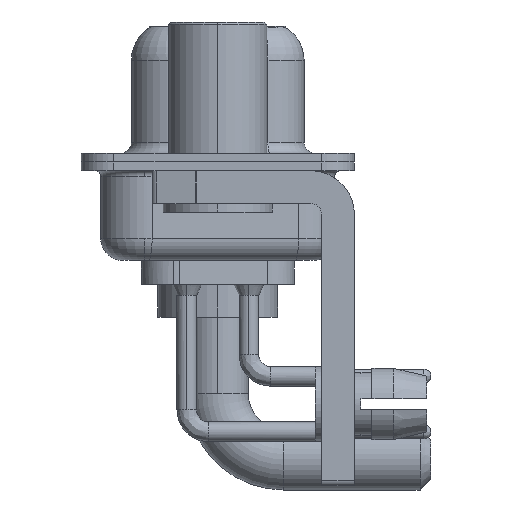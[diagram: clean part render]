
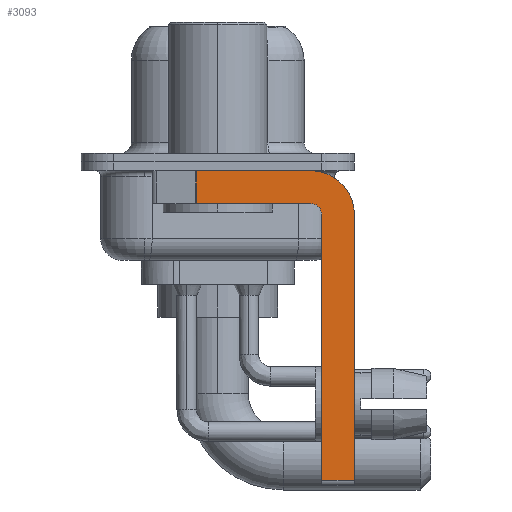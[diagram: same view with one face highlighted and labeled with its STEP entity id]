
A CAD part, left-side view. The second image highlights one B-rep face of the part: STEP entity #3093.
In plain terms, the highlighted planar face has unit normal (-1, 0, 0).
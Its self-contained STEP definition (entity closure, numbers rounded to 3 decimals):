
#642 = LINE ( 'NONE', #20619, #7185 ) ;
#956 = DIRECTION ( 'NONE',  ( 0., 0., 1. ) ) ;
#1496 = DIRECTION ( 'NONE',  ( 0., 0., -1. ) ) ;
#2239 = EDGE_CURVE ( 'NONE', #25284, #24784, #23393, .T. ) ;
#2486 = CARTESIAN_POINT ( 'NONE',  ( -2.9, 0.978, -0.4 ) ) ;
#3093 = ADVANCED_FACE ( 'NONE', ( #3270 ), #25145, .F. ) ;
#3233 = EDGE_CURVE ( 'NONE', #22222, #5285, #4365, .T. ) ;
#3270 = FACE_OUTER_BOUND ( 'NONE', #13364, .T. ) ;
#4365 = LINE ( 'NONE', #24367, #8602 ) ;
#4700 = EDGE_CURVE ( 'NONE', #9912, #8592, #8916, .T. ) ;
#5043 = CARTESIAN_POINT ( 'NONE',  ( -2.9, -6.25, -2.4 ) ) ;
#5285 = VERTEX_POINT ( 'NONE', #16871 ) ;
#5838 = ORIENTED_EDGE ( 'NONE', *, *, #4700, .F. ) ;
#6535 = CARTESIAN_POINT ( 'NONE',  ( -2.9, -4.25, -1.9 ) ) ;
#6665 = DIRECTION ( 'NONE',  ( 0., -1., 0. ) ) ;
#6743 = DIRECTION ( 'NONE',  ( 0., -1., 0. ) ) ;
#7185 = VECTOR ( 'NONE', #6743, 1000. ) ;
#8252 = CARTESIAN_POINT ( 'NONE',  ( -2.9, 3., -0.4 ) ) ;
#8269 = ORIENTED_EDGE ( 'NONE', *, *, #16016, .T. ) ;
#8493 = AXIS2_PLACEMENT_3D ( 'NONE', #23378, #25249, #17302 ) ;
#8541 = AXIS2_PLACEMENT_3D ( 'NONE', #21397, #15082, #13218 ) ;
#8590 = LINE ( 'NONE', #22731, #20373 ) ;
#8592 = VERTEX_POINT ( 'NONE', #6535 ) ;
#8594 = EDGE_CURVE ( 'NONE', #22222, #25284, #16327, .T. ) ;
#8602 = VECTOR ( 'NONE', #18539, 1000. ) ;
#8852 = DIRECTION ( 'NONE',  ( 0., 1., 0. ) ) ;
#8916 = CIRCLE ( 'NONE', #8493, 0.5 ) ;
#9336 = DIRECTION ( 'NONE',  ( 1., 0., 0. ) ) ;
#9912 = VERTEX_POINT ( 'NONE', #14249 ) ;
#10105 = CARTESIAN_POINT ( 'NONE',  ( -2.9, -4.25, -0.4 ) ) ;
#10123 = ORIENTED_EDGE ( 'NONE', *, *, #3233, .T. ) ;
#10877 = CARTESIAN_POINT ( 'NONE',  ( -2.9, -4.75, -14.55 ) ) ;
#11177 = CARTESIAN_POINT ( 'NONE',  ( -2.9, -4.75, -14.8 ) ) ;
#13218 = DIRECTION ( 'NONE',  ( 0., 0., -1. ) ) ;
#13364 = EDGE_LOOP ( 'NONE', ( #24847, #10123, #18497, #5838, #24635, #8269, #20768, #18469 ) ) ;
#14249 = CARTESIAN_POINT ( 'NONE',  ( -2.9, -4.75, -2.4 ) ) ;
#15044 = VECTOR ( 'NONE', #6665, 1000. ) ;
#15082 = DIRECTION ( 'NONE',  ( 1., 0., 0. ) ) ;
#15300 = EDGE_CURVE ( 'NONE', #18869, #9912, #21205, .T. ) ;
#15595 = VERTEX_POINT ( 'NONE', #16302 ) ;
#16016 = EDGE_CURVE ( 'NONE', #18869, #15595, #642, .T. ) ;
#16146 = VECTOR ( 'NONE', #24546, 1000. ) ;
#16302 = CARTESIAN_POINT ( 'NONE',  ( -2.9, -6.25, -14.55 ) ) ;
#16327 = LINE ( 'NONE', #8252, #15044 ) ;
#16463 = CARTESIAN_POINT ( 'NONE',  ( -2.9, -6.25, -2.4 ) ) ;
#16629 = AXIS2_PLACEMENT_3D ( 'NONE', #19517, #9336, #1496 ) ;
#16871 = CARTESIAN_POINT ( 'NONE',  ( -2.9, 0.978, -1.9 ) ) ;
#17302 = DIRECTION ( 'NONE',  ( 0., 0., 1. ) ) ;
#18131 = VECTOR ( 'NONE', #956, 1000. ) ;
#18338 = EDGE_CURVE ( 'NONE', #24784, #15595, #22270, .T. ) ;
#18469 = ORIENTED_EDGE ( 'NONE', *, *, #2239, .F. ) ;
#18497 = ORIENTED_EDGE ( 'NONE', *, *, #19558, .F. ) ;
#18539 = DIRECTION ( 'NONE',  ( 0., 0., -1. ) ) ;
#18869 = VERTEX_POINT ( 'NONE', #10877 ) ;
#19517 = CARTESIAN_POINT ( 'NONE',  ( -2.9, -4.25, -2.4 ) ) ;
#19558 = EDGE_CURVE ( 'NONE', #8592, #5285, #8590, .T. ) ;
#20373 = VECTOR ( 'NONE', #8852, 1000. ) ;
#20619 = CARTESIAN_POINT ( 'NONE',  ( -2.9, -4.25, -14.55 ) ) ;
#20768 = ORIENTED_EDGE ( 'NONE', *, *, #18338, .F. ) ;
#21205 = LINE ( 'NONE', #11177, #18131 ) ;
#21397 = CARTESIAN_POINT ( 'NONE',  ( -2.9, -4.25, -2.4 ) ) ;
#22222 = VERTEX_POINT ( 'NONE', #2486 ) ;
#22270 = LINE ( 'NONE', #16463, #16146 ) ;
#22731 = CARTESIAN_POINT ( 'NONE',  ( -2.9, -4.25, -1.9 ) ) ;
#23378 = CARTESIAN_POINT ( 'NONE',  ( -2.9, -4.25, -2.4 ) ) ;
#23393 = CIRCLE ( 'NONE', #16629, 2. ) ;
#24367 = CARTESIAN_POINT ( 'NONE',  ( -2.9, 0.978, -1.9 ) ) ;
#24546 = DIRECTION ( 'NONE',  ( 0., 0., -1. ) ) ;
#24635 = ORIENTED_EDGE ( 'NONE', *, *, #15300, .F. ) ;
#24784 = VERTEX_POINT ( 'NONE', #5043 ) ;
#24847 = ORIENTED_EDGE ( 'NONE', *, *, #8594, .F. ) ;
#25145 = PLANE ( 'NONE',  #8541 ) ;
#25249 = DIRECTION ( 'NONE',  ( -1., 0., 0. ) ) ;
#25284 = VERTEX_POINT ( 'NONE', #10105 ) ;
